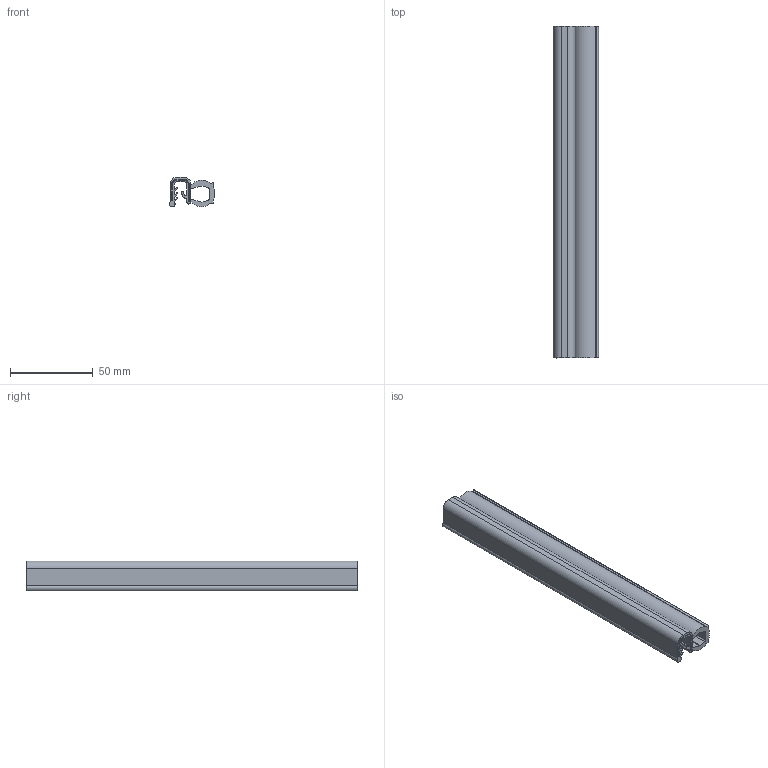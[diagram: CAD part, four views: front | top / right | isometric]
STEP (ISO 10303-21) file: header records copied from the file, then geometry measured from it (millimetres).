
FILE_DESCRIPTION((''),'2;1');
FILE_NAME('','2006-11-07T16:08:56',(''),(''),'','CADfix','');
FILE_SCHEMA(('AUTOMOTIVE_DESIGN'));
Length unit declared in the file: millimetre
Products named in the file (4): rubber foam; gasket; center core; TEM_1011_45_4147_36
Assembly tree (3 placements, depth 2):
  TEM_1011_45_4147_36
    rubber foam
    gasket
    center core
Bounding box: 27.52 x 200 x 18 mm (x, y, z)
Volume: 43698.9 mm3; surface area: 62930.7 mm2
Topology: 3 solids, 3 shells, 91 faces, 255 edges, 170 vertices
Faces by surface type: bspline 91
Entity records: 2863 total; most frequent: CARTESIAN_POINT 1318, ORIENTED_EDGE 510, EDGE_CURVE 255, QUASI_UNIFORM_CURVE 175, VERTEX_POINT 170, EDGE_LOOP 93, FACE_OUTER_BOUND 91, ADVANCED_FACE 91
